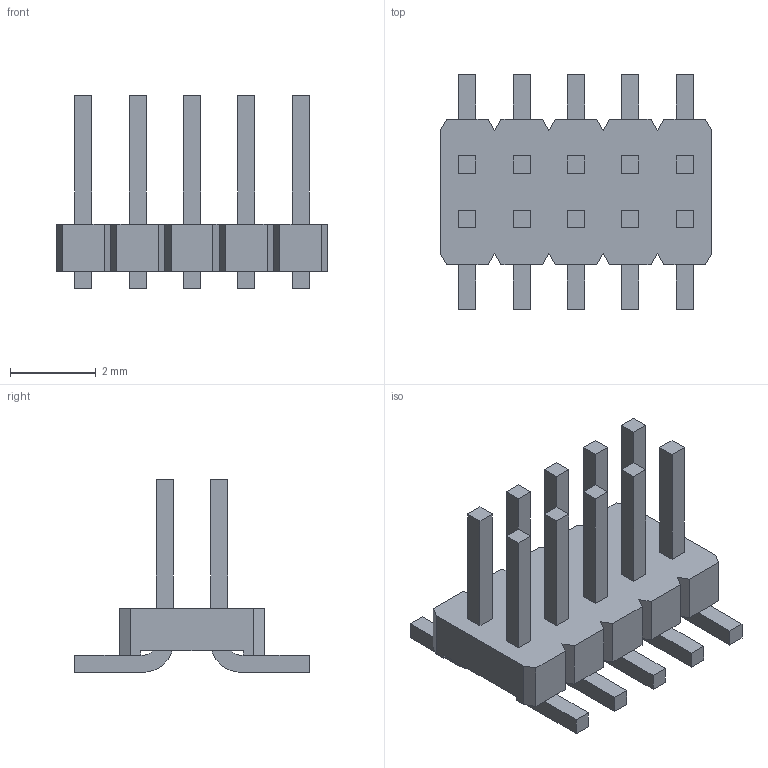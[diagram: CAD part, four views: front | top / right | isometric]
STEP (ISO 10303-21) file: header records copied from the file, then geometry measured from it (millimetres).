
FILE_DESCRIPTION(/* description */ (''),/* implementation_level */ '2;1');
FILE_NAME(/* name */ 'Header 2x05 - 0.005in - SMD -Amphenol 20021121-00010XXLFc v3.step',/* time_stamp */ '2020-05-05T23:02:00+01:00',/* author */ (''),/* organization */ (''),/* preprocessor_version */ 'ST-DEVELOPER v18.1',/* originating_system */ 'Autodesk Translation Framework v9.2.0.1227',/* authorisation */ '');
FILE_SCHEMA (('AUTOMOTIVE_DESIGN { 1 0 10303 214 3 1 1 }'));
Length unit declared in the file: millimetre
Products named in the file (1): Header 2x05 - 0.005in - SMD -Amphenol 20021121-00010XXLFc
Bounding box: 6.35 x 5.5 x 4.5 mm (x, y, z)
Volume: 30.1 mm3; surface area: 145.7 mm2
Topology: 1 solids, 1 shells, 178 faces, 488 edges, 312 vertices
Faces by surface type: plane 158, cylinder 20
Entity records: 5660 total; most frequent: CARTESIAN_POINT 979, ORIENTED_EDGE 976, DIRECTION 886, EDGE_CURVE 488, LINE 448, VECTOR 448, VERTEX_POINT 312, AXIS2_PLACEMENT_3D 219
